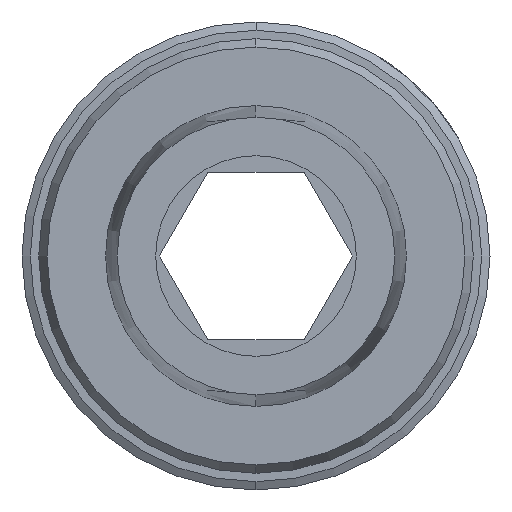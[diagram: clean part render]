
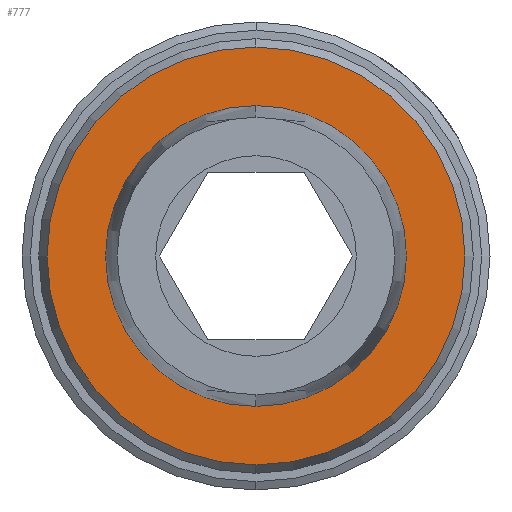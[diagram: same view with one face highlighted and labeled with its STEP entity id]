
A CAD part, left-side view. The second image highlights one B-rep face of the part: STEP entity #777.
In plain terms, the highlighted planar face has unit normal (-1, 0, 0).
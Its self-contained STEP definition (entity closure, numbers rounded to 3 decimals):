
#122 = EDGE_CURVE ( 'NONE', #750, #3450, #2958, .T. ) ;
#323 = EDGE_CURVE ( 'NONE', #3450, #750, #1017, .T. ) ;
#750 = VERTEX_POINT ( 'NONE', #3153 ) ;
#777 = ADVANCED_FACE ( 'NONE', ( #2862, #940 ), #2788, .F. ) ;
#874 = AXIS2_PLACEMENT_3D ( 'NONE', #1772, #1860, #2669 ) ;
#940 = FACE_BOUND ( 'NONE', #4570, .T. ) ;
#952 = CARTESIAN_POINT ( 'NONE',  ( 14., 0., 0. ) ) ;
#1017 = CIRCLE ( 'NONE', #2725, 6.25 ) ;
#1422 = CIRCLE ( 'NONE', #4595, 4.5 ) ;
#1567 = EDGE_LOOP ( 'NONE', ( #2667, #4103 ) ) ;
#1772 = CARTESIAN_POINT ( 'NONE',  ( 14., 0., 0. ) ) ;
#1780 = CARTESIAN_POINT ( 'NONE',  ( 14., 0., 0. ) ) ;
#1802 = CIRCLE ( 'NONE', #874, 4.5 ) ;
#1860 = DIRECTION ( 'NONE',  ( -1., 0., 0. ) ) ;
#2025 = ORIENTED_EDGE ( 'NONE', *, *, #2433, .F. ) ;
#2158 = VERTEX_POINT ( 'NONE', #2381 ) ;
#2181 = CARTESIAN_POINT ( 'NONE',  ( 14., 0., -4.5 ) ) ;
#2381 = CARTESIAN_POINT ( 'NONE',  ( 14., 0., 4.5 ) ) ;
#2433 = EDGE_CURVE ( 'NONE', #2158, #4037, #1802, .T. ) ;
#2667 = ORIENTED_EDGE ( 'NONE', *, *, #323, .T. ) ;
#2669 = DIRECTION ( 'NONE',  ( 0., 0., 1. ) ) ;
#2725 = AXIS2_PLACEMENT_3D ( 'NONE', #3333, #3042, #4517 ) ;
#2751 = CARTESIAN_POINT ( 'NONE',  ( 14., 0., -6.25 ) ) ;
#2788 = PLANE ( 'NONE',  #2810 ) ;
#2810 = AXIS2_PLACEMENT_3D ( 'NONE', #4675, #3564, #4255 ) ;
#2862 = FACE_OUTER_BOUND ( 'NONE', #1567, .T. ) ;
#2958 = CIRCLE ( 'NONE', #3190, 6.25 ) ;
#3042 = DIRECTION ( 'NONE',  ( -1., 0., 0. ) ) ;
#3153 = CARTESIAN_POINT ( 'NONE',  ( 14., 0., 6.25 ) ) ;
#3185 = DIRECTION ( 'NONE',  ( 0., 0., 1. ) ) ;
#3190 = AXIS2_PLACEMENT_3D ( 'NONE', #1780, #3243, #4342 ) ;
#3243 = DIRECTION ( 'NONE',  ( -1., 0., 0. ) ) ;
#3333 = CARTESIAN_POINT ( 'NONE',  ( 14., 0., 0. ) ) ;
#3441 = ORIENTED_EDGE ( 'NONE', *, *, #3451, .F. ) ;
#3450 = VERTEX_POINT ( 'NONE', #2751 ) ;
#3451 = EDGE_CURVE ( 'NONE', #4037, #2158, #1422, .T. ) ;
#3564 = DIRECTION ( 'NONE',  ( 1., 0., 0. ) ) ;
#4037 = VERTEX_POINT ( 'NONE', #2181 ) ;
#4103 = ORIENTED_EDGE ( 'NONE', *, *, #122, .T. ) ;
#4255 = DIRECTION ( 'NONE',  ( 0., 0., -1. ) ) ;
#4291 = DIRECTION ( 'NONE',  ( -1., 0., 0. ) ) ;
#4342 = DIRECTION ( 'NONE',  ( 0., 0., -1. ) ) ;
#4517 = DIRECTION ( 'NONE',  ( 0., 0., -1. ) ) ;
#4570 = EDGE_LOOP ( 'NONE', ( #2025, #3441 ) ) ;
#4595 = AXIS2_PLACEMENT_3D ( 'NONE', #952, #4291, #3185 ) ;
#4675 = CARTESIAN_POINT ( 'NONE',  ( 14., 0., 0. ) ) ;
